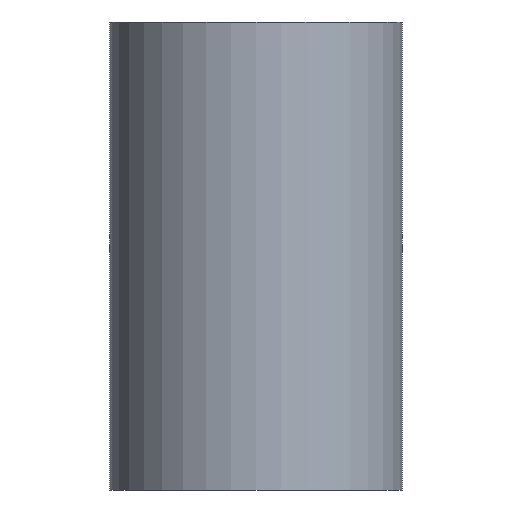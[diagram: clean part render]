
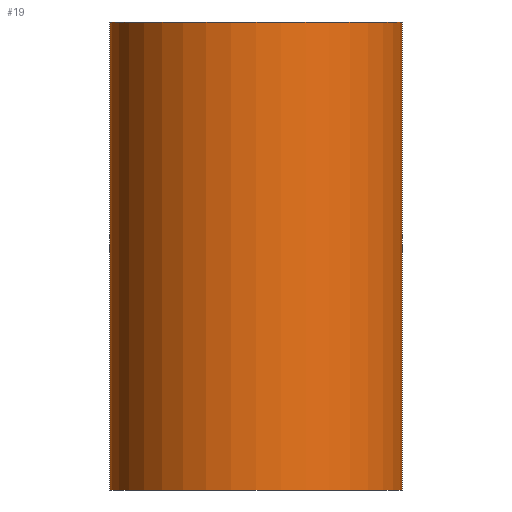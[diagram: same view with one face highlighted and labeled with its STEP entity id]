
A CAD part, front view. The second image highlights one B-rep face of the part: STEP entity #19.
In plain terms, the highlighted cylindrical face has radius 0.635 mm (diameter 1.27 mm), a partial arc.
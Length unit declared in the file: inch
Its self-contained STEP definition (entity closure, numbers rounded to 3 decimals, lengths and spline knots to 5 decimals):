
#2 = AXIS2_PLACEMENT_3D ( 'NONE', #152, #132, #18 ) ;
#9 = VECTOR ( 'NONE', #53, 39.37008 ) ;
#15 = LINE ( 'NONE', #147, #223 ) ;
#17 = DIRECTION ( 'NONE',  ( 1., 0., 0. ) ) ;
#18 = DIRECTION ( 'NONE',  ( 1., 0., 0. ) ) ;
#19 = ADVANCED_FACE ( 'NONE', ( #65 ), #50, .T. ) ;
#20 = LINE ( 'NONE', #169, #9 ) ;
#26 = ORIENTED_EDGE ( 'NONE', *, *, #206, .T. ) ;
#30 = EDGE_CURVE ( 'NONE', #220, #101, #20, .T. ) ;
#31 = CARTESIAN_POINT ( 'NONE',  ( -0.13677, 0., -0.08 ) ) ;
#49 = ORIENTED_EDGE ( 'NONE', *, *, #184, .T. ) ;
#50 = CYLINDRICAL_SURFACE ( 'NONE', #242, 0.025 ) ;
#53 = DIRECTION ( 'NONE',  ( 0., 0., 1. ) ) ;
#65 = FACE_OUTER_BOUND ( 'NONE', #85, .T. ) ;
#85 = EDGE_LOOP ( 'NONE', ( #102, #49, #26, #125 ) ) ;
#101 = VERTEX_POINT ( 'NONE', #127 ) ;
#102 = ORIENTED_EDGE ( 'NONE', *, *, #30, .F. ) ;
#104 = VERTEX_POINT ( 'NONE', #208 ) ;
#105 = DIRECTION ( 'NONE',  ( 0., 0., 1. ) ) ;
#109 = CARTESIAN_POINT ( 'NONE',  ( -0.11177, 0., -0.08 ) ) ;
#125 = ORIENTED_EDGE ( 'NONE', *, *, #145, .F. ) ;
#127 = CARTESIAN_POINT ( 'NONE',  ( -0.16177, 0., 0. ) ) ;
#132 = DIRECTION ( 'NONE',  ( 0., 0., 1. ) ) ;
#145 = EDGE_CURVE ( 'NONE', #101, #104, #151, .T. ) ;
#147 = CARTESIAN_POINT ( 'NONE',  ( -0.11177, 0., -0.08 ) ) ;
#148 = CARTESIAN_POINT ( 'NONE',  ( -0.16177, 0., -0.08 ) ) ;
#151 = CIRCLE ( 'NONE', #186, 0.025 ) ;
#152 = CARTESIAN_POINT ( 'NONE',  ( -0.13677, 0., -0.08 ) ) ;
#169 = CARTESIAN_POINT ( 'NONE',  ( -0.16177, 0., -0.08 ) ) ;
#184 = EDGE_CURVE ( 'NONE', #220, #198, #221, .T. ) ;
#186 = AXIS2_PLACEMENT_3D ( 'NONE', #187, #211, #17 ) ;
#187 = CARTESIAN_POINT ( 'NONE',  ( -0.13677, 0., 0. ) ) ;
#198 = VERTEX_POINT ( 'NONE', #109 ) ;
#206 = EDGE_CURVE ( 'NONE', #198, #104, #15, .T. ) ;
#208 = CARTESIAN_POINT ( 'NONE',  ( -0.11177, 0., 0. ) ) ;
#211 = DIRECTION ( 'NONE',  ( 0., 0., 1. ) ) ;
#220 = VERTEX_POINT ( 'NONE', #148 ) ;
#221 = CIRCLE ( 'NONE', #2, 0.025 ) ;
#223 = VECTOR ( 'NONE', #226, 39.37008 ) ;
#226 = DIRECTION ( 'NONE',  ( 0., 0., 1. ) ) ;
#241 = DIRECTION ( 'NONE',  ( 1., 0., 0. ) ) ;
#242 = AXIS2_PLACEMENT_3D ( 'NONE', #31, #105, #241 ) ;
